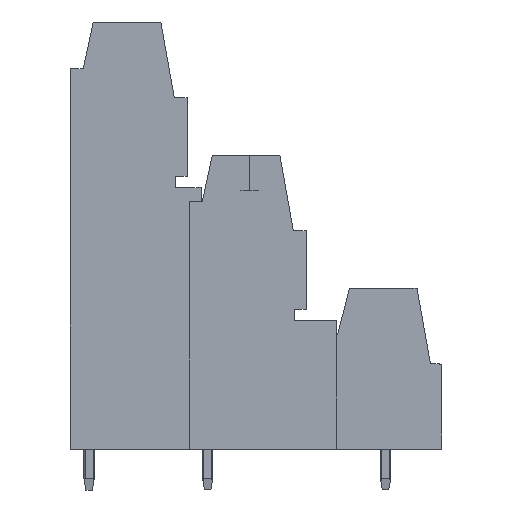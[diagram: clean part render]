
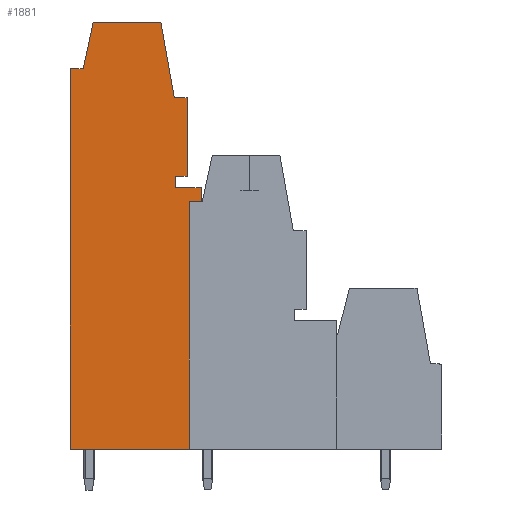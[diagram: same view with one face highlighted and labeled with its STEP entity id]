
A CAD part, left-side view. The second image highlights one B-rep face of the part: STEP entity #1881.
In plain terms, the highlighted planar face has unit normal (-1, 0, 0).
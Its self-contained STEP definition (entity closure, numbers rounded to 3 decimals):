
#1684=AXIS2_PLACEMENT_3D('Plane Axis2P3D',#1681,#1682,#1683) ;
#1569=CARTESIAN_POINT('Vertex',(2.54,20.6,24.7)) ;
#1572=CARTESIAN_POINT('Line Origine',(2.54,21.1,24.7)) ;
#1576=CARTESIAN_POINT('Vertex',(2.54,21.6,24.7)) ;
#1602=CARTESIAN_POINT('Vertex',(2.54,21.6,3.5)) ;
#1605=CARTESIAN_POINT('Line Origine',(2.54,26.7,3.5)) ;
#1609=CARTESIAN_POINT('Vertex',(2.54,31.8,3.5)) ;
#1681=CARTESIAN_POINT('Axis2P3D Location',(2.54,35.177,3.5)) ;
#1785=CARTESIAN_POINT('Line Origine',(2.54,20.6,25.3)) ;
#1789=CARTESIAN_POINT('Vertex',(2.54,20.6,25.9)) ;
#1792=CARTESIAN_POINT('Line Origine',(2.54,21.7,25.9)) ;
#1796=CARTESIAN_POINT('Vertex',(2.54,22.8,25.9)) ;
#1799=CARTESIAN_POINT('Line Origine',(2.54,22.8,26.4)) ;
#1803=CARTESIAN_POINT('Vertex',(2.54,22.8,26.9)) ;
#1806=CARTESIAN_POINT('Line Origine',(2.54,22.3,26.9)) ;
#1810=CARTESIAN_POINT('Vertex',(2.54,21.8,26.9)) ;
#1813=CARTESIAN_POINT('Line Origine',(2.54,21.8,30.25)) ;
#1817=CARTESIAN_POINT('Vertex',(2.54,21.8,33.6)) ;
#1820=CARTESIAN_POINT('Line Origine',(2.54,22.352,33.6)) ;
#1824=CARTESIAN_POINT('Vertex',(2.54,22.904,33.6)) ;
#1827=CARTESIAN_POINT('Line Origine',(2.54,23.477,36.85)) ;
#1831=CARTESIAN_POINT('Vertex',(2.54,24.05,40.1)) ;
#1834=CARTESIAN_POINT('Line Origine',(2.54,26.95,40.1)) ;
#1838=CARTESIAN_POINT('Vertex',(2.54,29.85,40.1)) ;
#1841=CARTESIAN_POINT('Line Origine',(2.54,30.275,38.1)) ;
#1845=CARTESIAN_POINT('Vertex',(2.54,30.7,36.1)) ;
#1848=CARTESIAN_POINT('Line Origine',(2.54,31.25,36.1)) ;
#1852=CARTESIAN_POINT('Vertex',(2.54,31.8,36.1)) ;
#1855=CARTESIAN_POINT('Line Origine',(2.54,31.8,19.8)) ;
#1860=CARTESIAN_POINT('Line Origine',(2.54,21.6,14.1)) ;
#1573=DIRECTION('Vector Direction',(0.,1.,0.)) ;
#1606=DIRECTION('Vector Direction',(0.,-1.,0.)) ;
#1682=DIRECTION('Axis2P3D Direction',(-1.,0.,0.)) ;
#1683=DIRECTION('Axis2P3D XDirection',(0.,-1.,0.)) ;
#1786=DIRECTION('Vector Direction',(0.,0.,1.)) ;
#1793=DIRECTION('Vector Direction',(0.,1.,0.)) ;
#1800=DIRECTION('Vector Direction',(0.,0.,-1.)) ;
#1807=DIRECTION('Vector Direction',(0.,1.,0.)) ;
#1814=DIRECTION('Vector Direction',(0.,0.,-1.)) ;
#1821=DIRECTION('Vector Direction',(0.,-1.,0.)) ;
#1828=DIRECTION('Vector Direction',(0.,-0.174,-0.985)) ;
#1835=DIRECTION('Vector Direction',(0.,-1.,0.)) ;
#1842=DIRECTION('Vector Direction',(0.,-0.208,0.978)) ;
#1849=DIRECTION('Vector Direction',(0.,-1.,0.)) ;
#1856=DIRECTION('Vector Direction',(0.,0.,1.)) ;
#1861=DIRECTION('Vector Direction',(0.,0.,1.)) ;
#1574=VECTOR('Line Direction',#1573,1.) ;
#1607=VECTOR('Line Direction',#1606,1.) ;
#1787=VECTOR('Line Direction',#1786,1.) ;
#1794=VECTOR('Line Direction',#1793,1.) ;
#1801=VECTOR('Line Direction',#1800,1.) ;
#1808=VECTOR('Line Direction',#1807,1.) ;
#1815=VECTOR('Line Direction',#1814,1.) ;
#1822=VECTOR('Line Direction',#1821,1.) ;
#1829=VECTOR('Line Direction',#1828,1.) ;
#1836=VECTOR('Line Direction',#1835,1.) ;
#1843=VECTOR('Line Direction',#1842,1.) ;
#1850=VECTOR('Line Direction',#1849,1.) ;
#1857=VECTOR('Line Direction',#1856,1.) ;
#1862=VECTOR('Line Direction',#1861,1.) ;
#1866=ORIENTED_EDGE('',*,*,#1791,.T.) ;
#1867=ORIENTED_EDGE('',*,*,#1798,.T.) ;
#1868=ORIENTED_EDGE('',*,*,#1805,.F.) ;
#1869=ORIENTED_EDGE('',*,*,#1812,.F.) ;
#1870=ORIENTED_EDGE('',*,*,#1819,.F.) ;
#1871=ORIENTED_EDGE('',*,*,#1826,.F.) ;
#1872=ORIENTED_EDGE('',*,*,#1833,.F.) ;
#1873=ORIENTED_EDGE('',*,*,#1840,.F.) ;
#1874=ORIENTED_EDGE('',*,*,#1847,.F.) ;
#1875=ORIENTED_EDGE('',*,*,#1854,.F.) ;
#1876=ORIENTED_EDGE('',*,*,#1859,.F.) ;
#1877=ORIENTED_EDGE('',*,*,#1611,.T.) ;
#1878=ORIENTED_EDGE('',*,*,#1864,.T.) ;
#1879=ORIENTED_EDGE('',*,*,#1578,.F.) ;
#1881=ADVANCED_FACE('HOUSING',(#1880),#1685,.T.) ;
#1578=EDGE_CURVE('',#1570,#1577,#1575,.T.) ;
#1611=EDGE_CURVE('',#1610,#1603,#1608,.T.) ;
#1791=EDGE_CURVE('',#1570,#1790,#1788,.T.) ;
#1798=EDGE_CURVE('',#1790,#1797,#1795,.T.) ;
#1805=EDGE_CURVE('',#1804,#1797,#1802,.T.) ;
#1812=EDGE_CURVE('',#1811,#1804,#1809,.T.) ;
#1819=EDGE_CURVE('',#1818,#1811,#1816,.T.) ;
#1826=EDGE_CURVE('',#1825,#1818,#1823,.T.) ;
#1833=EDGE_CURVE('',#1832,#1825,#1830,.T.) ;
#1840=EDGE_CURVE('',#1839,#1832,#1837,.T.) ;
#1847=EDGE_CURVE('',#1846,#1839,#1844,.T.) ;
#1854=EDGE_CURVE('',#1853,#1846,#1851,.T.) ;
#1859=EDGE_CURVE('',#1610,#1853,#1858,.T.) ;
#1864=EDGE_CURVE('',#1603,#1577,#1863,.T.) ;
#1865=EDGE_LOOP('',(#1866,#1867,#1868,#1869,#1870,#1871,#1872,#1873,#1874,#1875,#1876,#1877,#1878,#1879)) ;
#1880=FACE_OUTER_BOUND('',#1865,.T.) ;
#1575=LINE('Line',#1572,#1574) ;
#1608=LINE('Line',#1605,#1607) ;
#1788=LINE('Line',#1785,#1787) ;
#1795=LINE('Line',#1792,#1794) ;
#1802=LINE('Line',#1799,#1801) ;
#1809=LINE('Line',#1806,#1808) ;
#1816=LINE('Line',#1813,#1815) ;
#1823=LINE('Line',#1820,#1822) ;
#1830=LINE('Line',#1827,#1829) ;
#1837=LINE('Line',#1834,#1836) ;
#1844=LINE('Line',#1841,#1843) ;
#1851=LINE('Line',#1848,#1850) ;
#1858=LINE('Line',#1855,#1857) ;
#1863=LINE('Line',#1860,#1862) ;
#1685=PLANE('',#1684) ;
#1570=VERTEX_POINT('',#1569) ;
#1577=VERTEX_POINT('',#1576) ;
#1603=VERTEX_POINT('',#1602) ;
#1610=VERTEX_POINT('',#1609) ;
#1790=VERTEX_POINT('',#1789) ;
#1797=VERTEX_POINT('',#1796) ;
#1804=VERTEX_POINT('',#1803) ;
#1811=VERTEX_POINT('',#1810) ;
#1818=VERTEX_POINT('',#1817) ;
#1825=VERTEX_POINT('',#1824) ;
#1832=VERTEX_POINT('',#1831) ;
#1839=VERTEX_POINT('',#1838) ;
#1846=VERTEX_POINT('',#1845) ;
#1853=VERTEX_POINT('',#1852) ;
